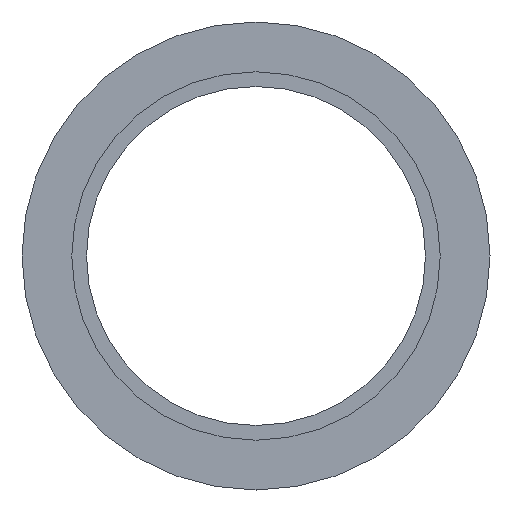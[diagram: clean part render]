
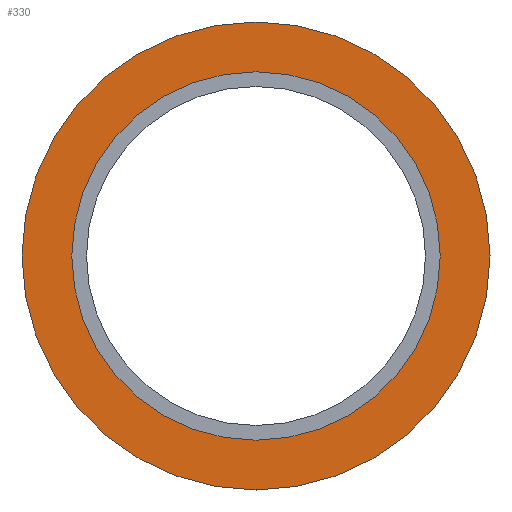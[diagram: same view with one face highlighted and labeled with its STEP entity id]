
A CAD part, front view. The second image highlights one B-rep face of the part: STEP entity #330.
In plain terms, the highlighted planar face has unit normal (0, -1, 0).
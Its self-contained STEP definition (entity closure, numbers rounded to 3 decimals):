
#20 = DIRECTION ( 'NONE',  ( 0., 1., 0. ) ) ;
#34 = ORIENTED_EDGE ( 'NONE', *, *, #253, .T. ) ;
#38 = CIRCLE ( 'NONE', #445, 15.875 ) ;
#53 = VERTEX_POINT ( 'NONE', #396 ) ;
#55 = CARTESIAN_POINT ( 'NONE',  ( 0., 0., 0. ) ) ;
#57 = EDGE_CURVE ( 'NONE', #89, #517, #38, .T. ) ;
#77 = DIRECTION ( 'NONE',  ( -1., 0., 0. ) ) ;
#78 = PLANE ( 'NONE',  #578 ) ;
#89 = VERTEX_POINT ( 'NONE', #548 ) ;
#116 = CARTESIAN_POINT ( 'NONE',  ( 0., 0., 0. ) ) ;
#151 = CARTESIAN_POINT ( 'NONE',  ( -12.5, 0., 0. ) ) ;
#159 = AXIS2_PLACEMENT_3D ( 'NONE', #258, #317, #360 ) ;
#181 = DIRECTION ( 'NONE',  ( -1., 0., 0. ) ) ;
#193 = CIRCLE ( 'NONE', #288, 12.5 ) ;
#209 = DIRECTION ( 'NONE',  ( 0., 1., 0. ) ) ;
#237 = CARTESIAN_POINT ( 'NONE',  ( -15.875, 0., 0. ) ) ;
#253 = EDGE_CURVE ( 'NONE', #573, #53, #193, .T. ) ;
#257 = ORIENTED_EDGE ( 'NONE', *, *, #57, .F. ) ;
#258 = CARTESIAN_POINT ( 'NONE',  ( 0., 0., 0. ) ) ;
#285 = DIRECTION ( 'NONE',  ( 0., 1., 0. ) ) ;
#288 = AXIS2_PLACEMENT_3D ( 'NONE', #404, #552, #181 ) ;
#290 = FACE_BOUND ( 'NONE', #451, .T. ) ;
#299 = EDGE_CURVE ( 'NONE', #53, #573, #346, .T. ) ;
#311 = CARTESIAN_POINT ( 'NONE',  ( 15.875, 0., 0. ) ) ;
#317 = DIRECTION ( 'NONE',  ( 0., 1., 0. ) ) ;
#330 = ADVANCED_FACE ( 'NONE', ( #559, #290 ), #78, .F. ) ;
#346 = CIRCLE ( 'NONE', #159, 12.5 ) ;
#360 = DIRECTION ( 'NONE',  ( -1., 0., 0. ) ) ;
#364 = ORIENTED_EDGE ( 'NONE', *, *, #299, .T. ) ;
#396 = CARTESIAN_POINT ( 'NONE',  ( 12.5, 0., 0. ) ) ;
#404 = CARTESIAN_POINT ( 'NONE',  ( 0., 0., 0. ) ) ;
#406 = DIRECTION ( 'NONE',  ( -1., 0., 0. ) ) ;
#445 = AXIS2_PLACEMENT_3D ( 'NONE', #116, #209, #77 ) ;
#451 = EDGE_LOOP ( 'NONE', ( #34, #364 ) ) ;
#517 = VERTEX_POINT ( 'NONE', #237 ) ;
#547 = AXIS2_PLACEMENT_3D ( 'NONE', #55, #285, #617 ) ;
#548 = CARTESIAN_POINT ( 'NONE',  ( 15.875, 0., 0. ) ) ;
#552 = DIRECTION ( 'NONE',  ( 0., 1., 0. ) ) ;
#559 = FACE_OUTER_BOUND ( 'NONE', #580, .T. ) ;
#564 = CIRCLE ( 'NONE', #547, 15.875 ) ;
#573 = VERTEX_POINT ( 'NONE', #151 ) ;
#578 = AXIS2_PLACEMENT_3D ( 'NONE', #311, #20, #406 ) ;
#580 = EDGE_LOOP ( 'NONE', ( #619, #257 ) ) ;
#601 = EDGE_CURVE ( 'NONE', #517, #89, #564, .T. ) ;
#617 = DIRECTION ( 'NONE',  ( -1., 0., 0. ) ) ;
#619 = ORIENTED_EDGE ( 'NONE', *, *, #601, .F. ) ;
